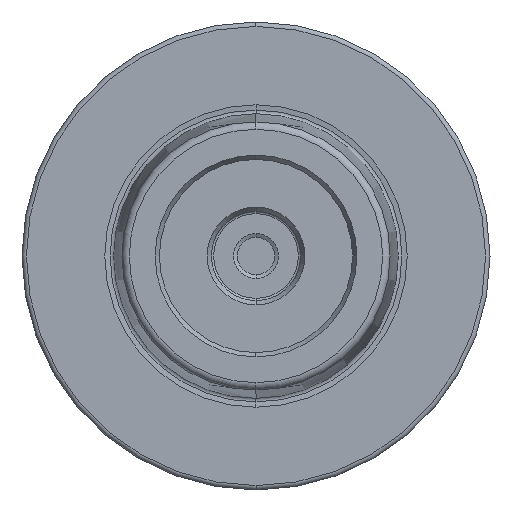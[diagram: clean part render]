
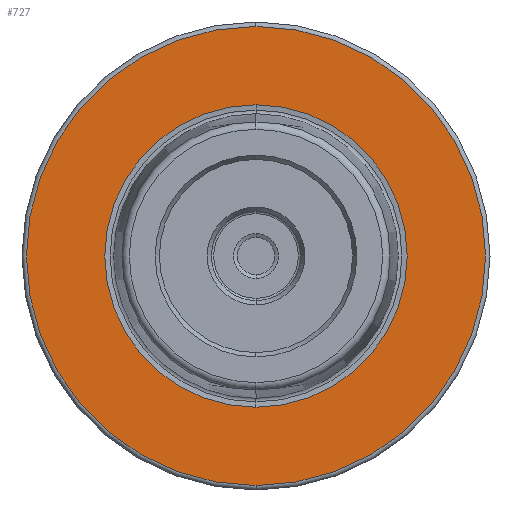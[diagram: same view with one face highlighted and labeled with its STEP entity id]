
A CAD part, left-side view. The second image highlights one B-rep face of the part: STEP entity #727.
In plain terms, the highlighted planar face has unit normal (-1, 0, 0).
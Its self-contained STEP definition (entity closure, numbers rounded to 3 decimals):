
#27 = CIRCLE ( 'NONE', #499, 20.355 ) ;
#37 = CARTESIAN_POINT ( 'NONE',  ( 0., 19.255, 0. ) ) ;
#87 = CARTESIAN_POINT ( 'NONE',  ( 0., 0., 0. ) ) ;
#135 = VERTEX_POINT ( 'NONE', #1703 ) ;
#137 = VERTEX_POINT ( 'NONE', #329 ) ;
#327 = CARTESIAN_POINT ( 'NONE',  ( 0., 0., -30.9 ) ) ;
#329 = CARTESIAN_POINT ( 'NONE',  ( 0., 0., -20.355 ) ) ;
#358 = DIRECTION ( 'NONE',  ( 0., 0., -1. ) ) ;
#372 = EDGE_LOOP ( 'NONE', ( #1145, #1360 ) ) ;
#438 = ORIENTED_EDGE ( 'NONE', *, *, #1080, .F. ) ;
#439 = DIRECTION ( 'NONE',  ( -1., 0., 0. ) ) ;
#455 = VERTEX_POINT ( 'NONE', #788 ) ;
#499 = AXIS2_PLACEMENT_3D ( 'NONE', #1404, #818, #1564 ) ;
#601 = CIRCLE ( 'NONE', #1186, 30.9 ) ;
#603 = AXIS2_PLACEMENT_3D ( 'NONE', #1759, #439, #608 ) ;
#608 = DIRECTION ( 'NONE',  ( 0., 0., -1. ) ) ;
#727 = ADVANCED_FACE ( 'NONE', ( #1590, #1298 ), #883, .F. ) ;
#788 = CARTESIAN_POINT ( 'NONE',  ( 0., 0., 20.355 ) ) ;
#818 = DIRECTION ( 'NONE',  ( -1., 0., 0. ) ) ;
#824 = CIRCLE ( 'NONE', #603, 20.355 ) ;
#883 = PLANE ( 'NONE',  #1229 ) ;
#918 = EDGE_CURVE ( 'NONE', #135, #1658, #1742, .T. ) ;
#985 = DIRECTION ( 'NONE',  ( 0., 0., -1. ) ) ;
#988 = EDGE_CURVE ( 'NONE', #455, #137, #27, .T. ) ;
#1080 = EDGE_CURVE ( 'NONE', #137, #455, #824, .T. ) ;
#1116 = DIRECTION ( 'NONE',  ( 1., 0., 0. ) ) ;
#1145 = ORIENTED_EDGE ( 'NONE', *, *, #1464, .T. ) ;
#1170 = DIRECTION ( 'NONE',  ( 0., 0., -1. ) ) ;
#1186 = AXIS2_PLACEMENT_3D ( 'NONE', #87, #1303, #985 ) ;
#1229 = AXIS2_PLACEMENT_3D ( 'NONE', #37, #1116, #358 ) ;
#1298 = FACE_BOUND ( 'NONE', #1807, .T. ) ;
#1303 = DIRECTION ( 'NONE',  ( -1., 0., 0. ) ) ;
#1360 = ORIENTED_EDGE ( 'NONE', *, *, #918, .T. ) ;
#1404 = CARTESIAN_POINT ( 'NONE',  ( 0., 0., 0. ) ) ;
#1462 = DIRECTION ( 'NONE',  ( -1., 0., 0. ) ) ;
#1464 = EDGE_CURVE ( 'NONE', #1658, #135, #601, .T. ) ;
#1474 = ORIENTED_EDGE ( 'NONE', *, *, #988, .F. ) ;
#1564 = DIRECTION ( 'NONE',  ( 0., 0., -1. ) ) ;
#1590 = FACE_OUTER_BOUND ( 'NONE', #372, .T. ) ;
#1658 = VERTEX_POINT ( 'NONE', #327 ) ;
#1703 = CARTESIAN_POINT ( 'NONE',  ( 0., 0., 30.9 ) ) ;
#1740 = CARTESIAN_POINT ( 'NONE',  ( 0., 0., 0. ) ) ;
#1742 = CIRCLE ( 'NONE', #1766, 30.9 ) ;
#1759 = CARTESIAN_POINT ( 'NONE',  ( 0., 0., 0. ) ) ;
#1766 = AXIS2_PLACEMENT_3D ( 'NONE', #1740, #1462, #1170 ) ;
#1807 = EDGE_LOOP ( 'NONE', ( #1474, #438 ) ) ;
